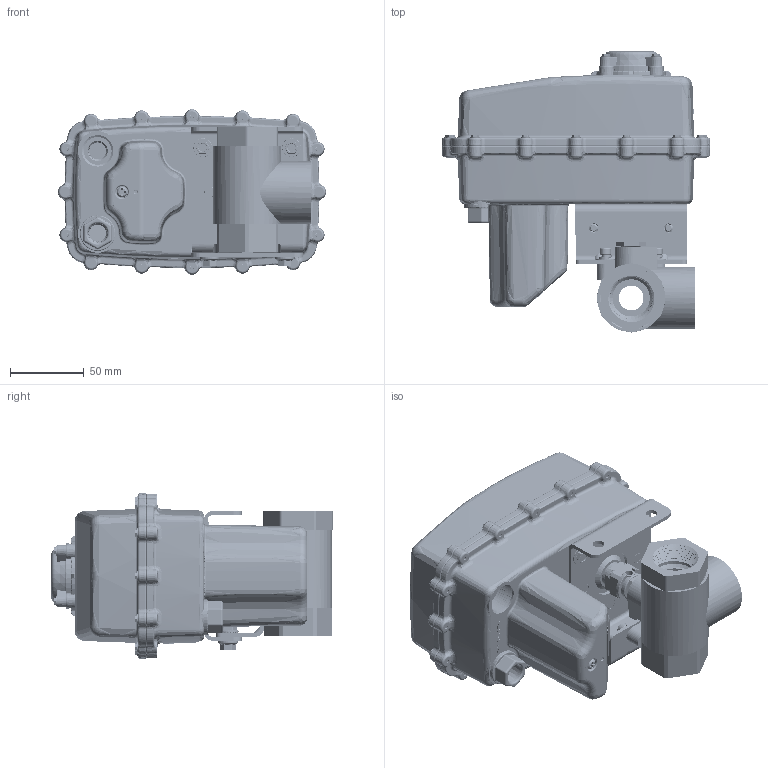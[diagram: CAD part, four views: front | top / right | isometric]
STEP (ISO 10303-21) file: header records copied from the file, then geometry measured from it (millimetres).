
FILE_DESCRIPTION (( 'STEP AP203' ), '1' );
FILE_NAME ('78F22-10DY0-P3U.STEP', '2020-08-13T19:18:46', ( '' ), ( '' ), 'SwSTEP 2.0', 'SolidWorks 2019', '' );
FILE_SCHEMA (( 'CONFIG_CONTROL_DESIGN' ));
Length unit declared in the file: inch
Products named in the file (35): EHPT-161; EHPT-78F_STEM_PACKING; 208-0050; EHPT-78F_RETAINER; 498-2101; EHPT-78F_GLAND_NUT; EHPT-78F; 78F22; 398-0229; 100204; eh-157; 100-0041; 205-0029; 405-0028; 405-0023; 101-0002; 105-0072; eh-502; EHPT-150; eh-158; 10DY0-P3U_ERP; eh2-mk-opshaft; EHPT-78F_STEM; 405-0027; EHPT-78F_BODY; 205-0015; 100-0037; ehpt-109; 450-0010_450-0010; 450-0005_450-0005; 500-0004; 450-0006; 78F22-10DY0-P3U; eh2-430_EH2-432; 450-0004
Assembly tree (65 placements, depth 4):
  78F22-10DY0-P3U
    78F22
      EHPT-78F
        EHPT-78F_BODY
        EHPT-78F_STEM
        EHPT-78F_STEM_PACKING
        EHPT-78F_GLAND_NUT
        EHPT-78F_RETAINER
      EHPT-161
      EHPT-150  x2
      ehpt-109  x2
      eh-158  x2
      208-0050
      500-0004
    10DY0-P3U_ERP
      498-2101
        405-0023
        405-0028
        450-0004
        100-0041  x4
        205-0015  x4
        eh-157
        205-0029
        100-0037  x20
        eh-502
      105-0072
      450-0010_450-0010
        450-0005_450-0005
        450-0006
      398-0229
        405-0027
      eh2-430_EH2-432
        eh2-mk-opshaft
    101-0002  x2
    100204  x2
    eh-502
Bounding box: 182.34 x 191.01 x 112.49 mm (x, y, z)
Volume: 435202.4 mm3; surface area: 293926.9 mm2
Topology: 56 solids, 60 shells, 6778 faces, 17190 edges, 10621 vertices
Faces by surface type: cylinder 1770, plane 1636, bspline 1378, torus 1347, cone 552, sphere 95
Entity records: 222209 total; most frequent: CARTESIAN_POINT 118333, ORIENTED_EDGE 22516, DIRECTION 18873, EDGE_CURVE 11260, AXIS2_PLACEMENT_3D 7686, VERTEX_POINT 6900, EDGE_LOOP 4816, FACE_OUTER_BOUND 4537
